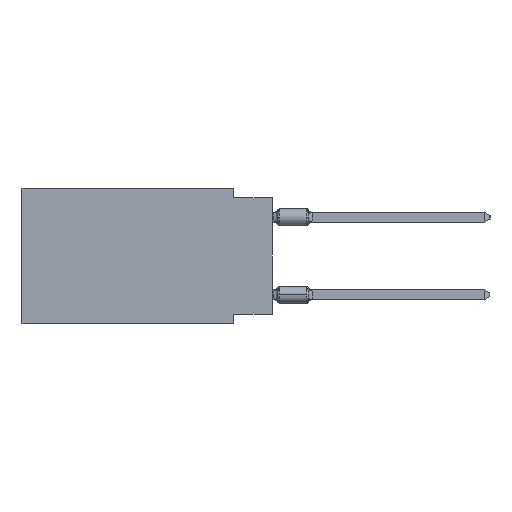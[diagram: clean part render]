
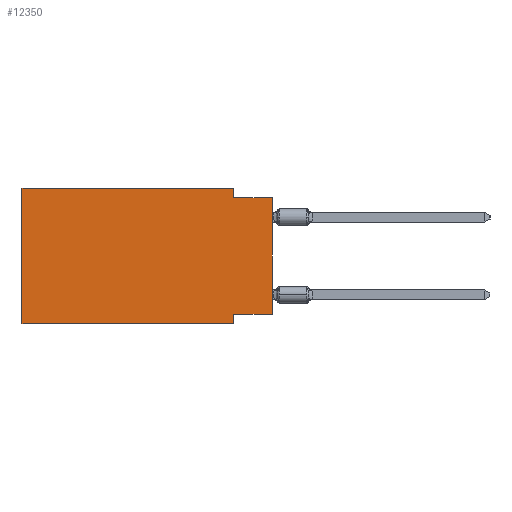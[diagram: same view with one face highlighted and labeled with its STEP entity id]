
A CAD part, left-side view. The second image highlights one B-rep face of the part: STEP entity #12350.
In plain terms, the highlighted planar face has unit normal (-1, 0, 0).
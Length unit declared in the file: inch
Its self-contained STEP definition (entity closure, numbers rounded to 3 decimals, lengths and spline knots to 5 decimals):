
#468 = ORIENTED_EDGE ( 'NONE', *, *, #22234, .T. ) ;
#498 = VECTOR ( 'NONE', #7599, 39.37008 ) ;
#2420 = LINE ( 'NONE', #3473, #498 ) ;
#2516 = ORIENTED_EDGE ( 'NONE', *, *, #9042, .F. ) ;
#2832 = DIRECTION ( 'NONE',  ( 0., 0., -1. ) ) ;
#3473 = CARTESIAN_POINT ( 'NONE',  ( 0., 0., -0.325 ) ) ;
#4115 = CARTESIAN_POINT ( 'NONE',  ( 0., 0.1, 0. ) ) ;
#4175 = VECTOR ( 'NONE', #23047, 39.37008 ) ;
#4269 = DIRECTION ( 'NONE',  ( 0., 0., -1. ) ) ;
#4671 = EDGE_CURVE ( 'NONE', #30237, #7421, #2420, .T. ) ;
#4887 = CARTESIAN_POINT ( 'NONE',  ( 0., 0.1, -0.35 ) ) ;
#5275 = ORIENTED_EDGE ( 'NONE', *, *, #10921, .F. ) ;
#6654 = CARTESIAN_POINT ( 'NONE',  ( 0., 0.1, -0.35 ) ) ;
#7133 = CARTESIAN_POINT ( 'NONE',  ( 0., 0.645, 0. ) ) ;
#7421 = VERTEX_POINT ( 'NONE', #24462 ) ;
#7557 = EDGE_CURVE ( 'NONE', #23536, #24712, #13316, .T. ) ;
#7599 = DIRECTION ( 'NONE',  ( 0., 1., 0. ) ) ;
#7898 = ORIENTED_EDGE ( 'NONE', *, *, #16743, .F. ) ;
#8467 = CARTESIAN_POINT ( 'NONE',  ( 0., 0.645, 0. ) ) ;
#8577 = VECTOR ( 'NONE', #12272, 39.37008 ) ;
#9011 = VERTEX_POINT ( 'NONE', #13512 ) ;
#9042 = EDGE_CURVE ( 'NONE', #9011, #20908, #25589, .T. ) ;
#9412 = CARTESIAN_POINT ( 'NONE',  ( 0., 0.645, 0. ) ) ;
#9740 = LINE ( 'NONE', #4887, #27257 ) ;
#10921 = EDGE_CURVE ( 'NONE', #20908, #12143, #30544, .T. ) ;
#11751 = FACE_OUTER_BOUND ( 'NONE', #16809, .T. ) ;
#11815 = VERTEX_POINT ( 'NONE', #6654 ) ;
#12143 = VERTEX_POINT ( 'NONE', #27479 ) ;
#12272 = DIRECTION ( 'NONE',  ( 0., -1., 0. ) ) ;
#12350 = ADVANCED_FACE ( 'NONE', ( #11751 ), #16305, .F. ) ;
#12999 = DIRECTION ( 'NONE',  ( 0., 0., 1. ) ) ;
#13316 = LINE ( 'NONE', #8467, #25664 ) ;
#13512 = CARTESIAN_POINT ( 'NONE',  ( 0., 0.1, 0. ) ) ;
#14040 = CARTESIAN_POINT ( 'NONE',  ( 0., 0., -0.025 ) ) ;
#15251 = ORIENTED_EDGE ( 'NONE', *, *, #23279, .F. ) ;
#15792 = DIRECTION ( 'NONE',  ( 0., -1., 0. ) ) ;
#15996 = CARTESIAN_POINT ( 'NONE',  ( 0., 0., 0. ) ) ;
#16305 = PLANE ( 'NONE',  #29317 ) ;
#16307 = ORIENTED_EDGE ( 'NONE', *, *, #7557, .F. ) ;
#16743 = EDGE_CURVE ( 'NONE', #24712, #9011, #21396, .T. ) ;
#16809 = EDGE_LOOP ( 'NONE', ( #468, #5275, #2516, #7898, #16307, #21770, #15251, #26558 ) ) ;
#18203 = LINE ( 'NONE', #15996, #4175 ) ;
#18294 = CARTESIAN_POINT ( 'NONE',  ( 0., 0.645, 0. ) ) ;
#18569 = VECTOR ( 'NONE', #18909, 39.37008 ) ;
#18909 = DIRECTION ( 'NONE',  ( 0., -1., 0. ) ) ;
#18961 = DIRECTION ( 'NONE',  ( 1., 0., 0. ) ) ;
#19348 = VECTOR ( 'NONE', #15792, 39.37008 ) ;
#20908 = VERTEX_POINT ( 'NONE', #24944 ) ;
#21289 = CARTESIAN_POINT ( 'NONE',  ( 0., 0.645, -0.35 ) ) ;
#21396 = LINE ( 'NONE', #18294, #18569 ) ;
#21770 = ORIENTED_EDGE ( 'NONE', *, *, #24810, .T. ) ;
#22147 = CARTESIAN_POINT ( 'NONE',  ( 0., 0.645, -0.35 ) ) ;
#22234 = EDGE_CURVE ( 'NONE', #30237, #12143, #18203, .T. ) ;
#22327 = VECTOR ( 'NONE', #4269, 39.37008 ) ;
#22632 = CARTESIAN_POINT ( 'NONE',  ( 0., 0., -0.325 ) ) ;
#23047 = DIRECTION ( 'NONE',  ( 0., 0., 1. ) ) ;
#23279 = EDGE_CURVE ( 'NONE', #7421, #11815, #9740, .T. ) ;
#23536 = VERTEX_POINT ( 'NONE', #21289 ) ;
#24202 = LINE ( 'NONE', #22147, #8577 ) ;
#24462 = CARTESIAN_POINT ( 'NONE',  ( 0., 0.1, -0.325 ) ) ;
#24712 = VERTEX_POINT ( 'NONE', #7133 ) ;
#24810 = EDGE_CURVE ( 'NONE', #23536, #11815, #24202, .T. ) ;
#24944 = CARTESIAN_POINT ( 'NONE',  ( 0., 0.1, -0.025 ) ) ;
#25589 = LINE ( 'NONE', #4115, #22327 ) ;
#25664 = VECTOR ( 'NONE', #12999, 39.37008 ) ;
#26558 = ORIENTED_EDGE ( 'NONE', *, *, #4671, .F. ) ;
#27257 = VECTOR ( 'NONE', #2832, 39.37008 ) ;
#27479 = CARTESIAN_POINT ( 'NONE',  ( 0., 0., -0.025 ) ) ;
#28536 = DIRECTION ( 'NONE',  ( 0., 0., -1. ) ) ;
#29317 = AXIS2_PLACEMENT_3D ( 'NONE', #9412, #18961, #28536 ) ;
#30237 = VERTEX_POINT ( 'NONE', #22632 ) ;
#30544 = LINE ( 'NONE', #14040, #19348 ) ;
